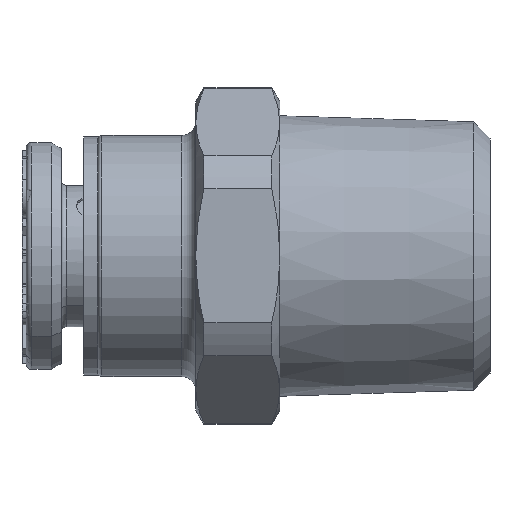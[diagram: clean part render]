
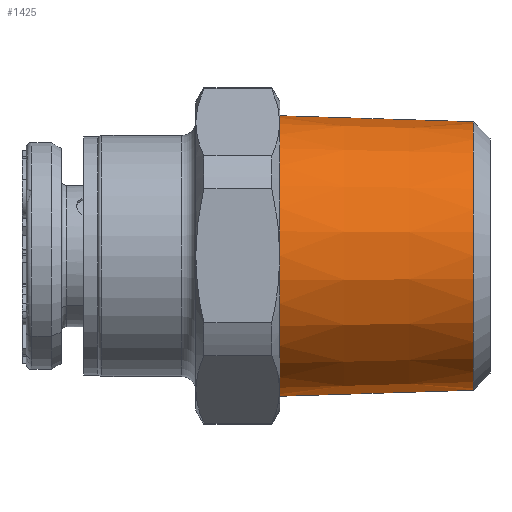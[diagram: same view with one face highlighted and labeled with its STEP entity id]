
A CAD part, top view. The second image highlights one B-rep face of the part: STEP entity #1425.
In plain terms, the highlighted conical face has half-angle 1.78 degrees and reference radius 4.897 mm.
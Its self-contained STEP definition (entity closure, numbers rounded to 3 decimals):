
#1425=ADVANCED_FACE('',(#3193),#3194,.T.);
#3193=FACE_OUTER_BOUND('',#6878,.T.);
#3194=CONICAL_SURFACE('',#6879,4.897,0.031);
#6878=EDGE_LOOP('',(#11383,#11384,#11385,#11386));
#6879=AXIS2_PLACEMENT_3D('',#11387,#11388,#11389);
#11383=ORIENTED_EDGE('',*,*,#15549,.T.);
#11384=ORIENTED_EDGE('',*,*,#15667,.T.);
#11385=ORIENTED_EDGE('',*,*,#15550,.T.);
#11386=ORIENTED_EDGE('',*,*,#15675,.F.);
#11387=CARTESIAN_POINT('',(9.95,0.0,0.0));
#11388=DIRECTION('',(-1.0,0.0,-0.0));
#11389=DIRECTION('',(0.0,1.0,0.0));
#15549=EDGE_CURVE('',#18482,#18490,#18491,.T.);
#15550=EDGE_CURVE('',#18492,#18486,#18493,.T.);
#15667=EDGE_CURVE('',#18490,#18492,#18662,.T.);
#15675=EDGE_CURVE('',#18482,#18486,#18670,.T.);
#18482=VERTEX_POINT('',#23670);
#18486=VERTEX_POINT('',#23675);
#18490=VERTEX_POINT('',#23680);
#18491=LINE('',#23681,#23682);
#18492=VERTEX_POINT('',#23683);
#18493=LINE('',#23684,#23685);
#18662=CIRCLE('',#24072,5.004);
#18670=CIRCLE('',#24098,4.789);
#23670=CARTESIAN_POINT('',(13.4,4.789,0.0));
#23675=CARTESIAN_POINT('',(13.4,-4.789,0.));
#23680=CARTESIAN_POINT('',(6.5,5.004,0.0));
#23681=CARTESIAN_POINT('',(9.95,4.897,0.));
#23682=VECTOR('',#28353,1.0);
#23683=CARTESIAN_POINT('',(6.5,-5.004,0.));
#23684=CARTESIAN_POINT('',(9.95,-4.897,0.));
#23685=VECTOR('',#28354,1.0);
#24072=AXIS2_PLACEMENT_3D('',#28507,#28508,#28509);
#24098=AXIS2_PLACEMENT_3D('',#28510,#28511,#28512);
#28353=DIRECTION('',(-1.,0.031,0.));
#28354=DIRECTION('',(1.,0.031,0.));
#28507=CARTESIAN_POINT('',(6.5,0.0,0.0));
#28508=DIRECTION('',(1.0,0.0,0.0));
#28509=DIRECTION('',(0.0,1.0,0.0));
#28510=CARTESIAN_POINT('',(13.4,0.0,0.0));
#28511=DIRECTION('',(1.0,0.0,0.0));
#28512=DIRECTION('',(0.0,1.0,0.0));
